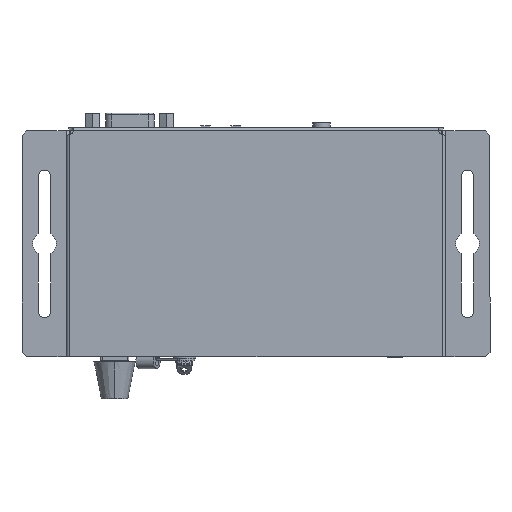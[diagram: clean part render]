
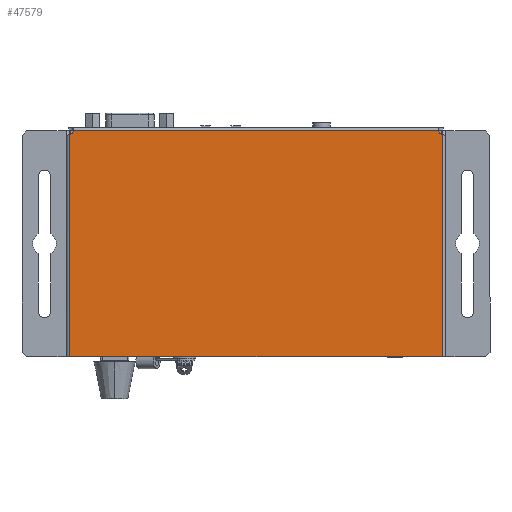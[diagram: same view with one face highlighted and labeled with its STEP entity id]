
A CAD part, front view. The second image highlights one B-rep face of the part: STEP entity #47579.
In plain terms, the highlighted face is planar.
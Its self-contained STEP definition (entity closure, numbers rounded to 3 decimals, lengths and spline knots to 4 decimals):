
#1197 = EDGE_CURVE ( 'NONE', #14085, #14201, #78426, .T. ) ;
#1411 = EDGE_CURVE ( 'NONE', #14085, #14215, #16919, .T. ) ;
#1490 = EDGE_CURVE ( 'NONE', #14236, #14251, #130830, .T. ) ;
#1569 = EDGE_CURVE ( 'NONE', #14301, #14201, #139667, .T. ) ;
#1590 = EDGE_CURVE ( 'NONE', #14236, #14215, #131060, .T. ) ;
#1605 = EDGE_CURVE ( 'NONE', #14301, #14251, #131086, .T. ) ;
#14085 = VERTEX_POINT ( 'NONE', #95033 ) ;
#14201 = VERTEX_POINT ( 'NONE', #95121 ) ;
#14215 = VERTEX_POINT ( 'NONE', #95093 ) ;
#14236 = VERTEX_POINT ( 'NONE', #95189 ) ;
#14251 = VERTEX_POINT ( 'NONE', #95193 ) ;
#14301 = VERTEX_POINT ( 'NONE', #95212 ) ;
#16788 = AXIS2_PLACEMENT_3D ( 'NONE', #78642, #78620, #78616 ) ;
#16919 = CIRCLE ( 'NONE', #16788, 0.075 ) ;
#16938 = VECTOR ( 'NONE', #130870, 39.3701 ) ;
#17100 = VECTOR ( 'NONE', #78403, 39.3701 ) ;
#47579 = ADVANCED_FACE ( 'NONE', ( #122699 ), #122703, .T. ) ;
#78400 = CARTESIAN_POINT ( 'NONE',  ( 2.445, 0., 1.508 ) ) ;
#78403 = DIRECTION ( 'NONE',  ( -1., 0., 0. ) ) ;
#78426 = LINE ( 'NONE', #78400, #17100 ) ;
#78616 = DIRECTION ( 'NONE',  ( 0., 0., 1. ) ) ;
#78620 = DIRECTION ( 'NONE',  ( 0., -1., 0. ) ) ;
#78642 = CARTESIAN_POINT ( 'NONE',  ( 2.51, 0., 1.523 ) ) ;
#95033 = CARTESIAN_POINT ( 'NONE',  ( 2.4365, 0., 1.508 ) ) ;
#95093 = CARTESIAN_POINT ( 'NONE',  ( 2.483, 0., 1.453 ) ) ;
#95121 = CARTESIAN_POINT ( 'NONE',  ( -2.4365, 0., 1.508 ) ) ;
#95189 = CARTESIAN_POINT ( 'NONE',  ( 2.483, 0., -1.508 ) ) ;
#95193 = CARTESIAN_POINT ( 'NONE',  ( -2.483, 0., -1.508 ) ) ;
#95212 = CARTESIAN_POINT ( 'NONE',  ( -2.483, 0., 1.453 ) ) ;
#122699 = FACE_OUTER_BOUND ( 'NONE', #144883, .T. ) ;
#122701 = DIRECTION ( 'NONE',  ( 0., 1., 0. ) ) ;
#122703 = PLANE ( 'NONE',  #132100 ) ;
#122763 = CARTESIAN_POINT ( 'NONE',  ( 2.445, 0., 2.481 ) ) ;
#122780 = DIRECTION ( 'NONE',  ( 0., 0., 1. ) ) ;
#130830 = LINE ( 'NONE', #130838, #16938 ) ;
#130838 = CARTESIAN_POINT ( 'NONE',  ( 4.0525, 0., -1.508 ) ) ;
#130870 = DIRECTION ( 'NONE',  ( -1., 0., 0. ) ) ;
#131045 = DIRECTION ( 'NONE',  ( 0., -1., 0. ) ) ;
#131060 = LINE ( 'NONE', #131065, #139807 ) ;
#131063 = CARTESIAN_POINT ( 'NONE',  ( -2.51, 0., 1.523 ) ) ;
#131065 = CARTESIAN_POINT ( 'NONE',  ( 2.483, 0., 2.481 ) ) ;
#131067 = DIRECTION ( 'NONE',  ( 0., 0., 1. ) ) ;
#131078 = DIRECTION ( 'NONE',  ( 0., 0., 1. ) ) ;
#131086 = LINE ( 'NONE', #131132, #139749 ) ;
#131117 = DIRECTION ( 'NONE',  ( 0., 0., -1. ) ) ;
#131132 = CARTESIAN_POINT ( 'NONE',  ( -2.483, 0., 2.481 ) ) ;
#132100 = AXIS2_PLACEMENT_3D ( 'NONE', #122763, #122701, #122780 ) ;
#139667 = CIRCLE ( 'NONE', #139678, 0.075 ) ;
#139678 = AXIS2_PLACEMENT_3D ( 'NONE', #131063, #131045, #131078 ) ;
#139749 = VECTOR ( 'NONE', #131117, 39.3701 ) ;
#139807 = VECTOR ( 'NONE', #131067, 39.3701 ) ;
#144883 = EDGE_LOOP ( 'NONE', ( #146057, #146042, #146180, #146256, #145866, #146184 ) ) ;
#145866 = ORIENTED_EDGE ( 'NONE', *, *, #1605, .F. ) ;
#146042 = ORIENTED_EDGE ( 'NONE', *, *, #1411, .T. ) ;
#146057 = ORIENTED_EDGE ( 'NONE', *, *, #1197, .F. ) ;
#146180 = ORIENTED_EDGE ( 'NONE', *, *, #1590, .F. ) ;
#146184 = ORIENTED_EDGE ( 'NONE', *, *, #1569, .T. ) ;
#146256 = ORIENTED_EDGE ( 'NONE', *, *, #1490, .T. ) ;
